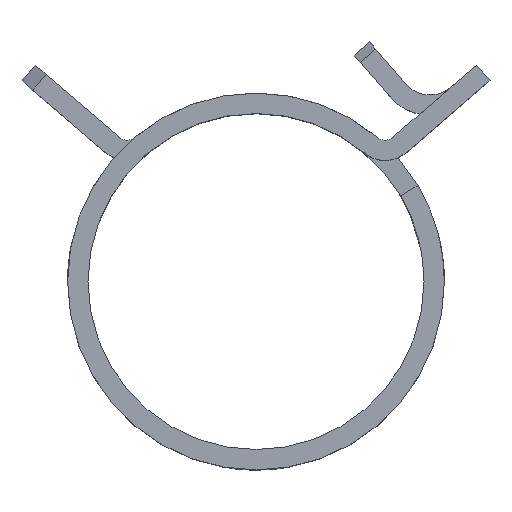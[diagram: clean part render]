
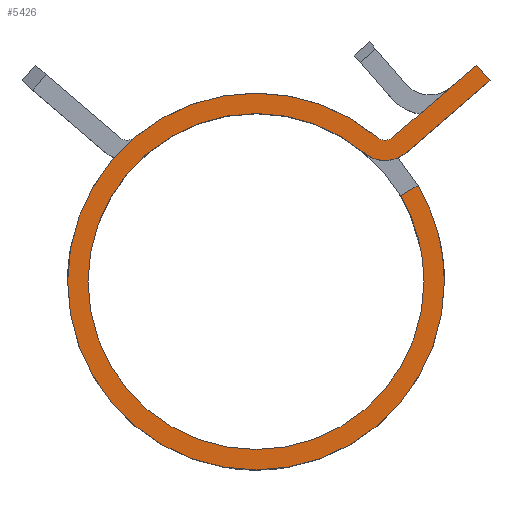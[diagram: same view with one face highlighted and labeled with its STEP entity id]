
A CAD part, top view. The second image highlights one B-rep face of the part: STEP entity #5426.
In plain terms, the highlighted planar face has unit normal (0, 0, 1).
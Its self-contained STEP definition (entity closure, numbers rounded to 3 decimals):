
#56 = CARTESIAN_POINT ( 'NONE',  ( 18.393, 18.03, 6. ) ) ;
#110 = DIRECTION ( 'NONE',  ( 0., 0., 1. ) ) ;
#179 = EDGE_CURVE ( 'NONE', #2604, #3749, #4353, .T. ) ;
#233 = ORIENTED_EDGE ( 'NONE', *, *, #2462, .F. ) ;
#266 = CARTESIAN_POINT ( 'NONE',  ( 0., 0., 6. ) ) ;
#283 = VERTEX_POINT ( 'NONE', #4830 ) ;
#293 = AXIS2_PLACEMENT_3D ( 'NONE', #2082, #3974, #5871 ) ;
#334 = VERTEX_POINT ( 'NONE', #1599 ) ;
#338 = CARTESIAN_POINT ( 'NONE',  ( -14., 0., 6. ) ) ;
#352 = DIRECTION ( 'NONE',  ( 0., 0., 1. ) ) ;
#434 = CARTESIAN_POINT ( 'NONE',  ( 18.393, 18.03, 6. ) ) ;
#459 = EDGE_CURVE ( 'NONE', #334, #1685, #2084, .T. ) ;
#512 = CIRCLE ( 'NONE', #5482, 15.7 ) ;
#549 = VERTEX_POINT ( 'NONE', #2344 ) ;
#582 = CARTESIAN_POINT ( 'NONE',  ( 0., 0., 6. ) ) ;
#646 = CARTESIAN_POINT ( 'NONE',  ( 0., 0., 6. ) ) ;
#676 = VECTOR ( 'NONE', #2862, 1000. ) ;
#891 = VERTEX_POINT ( 'NONE', #4164 ) ;
#950 = CARTESIAN_POINT ( 'NONE',  ( 19.5, 16.74, 6. ) ) ;
#996 = LINE ( 'NONE', #56, #5841 ) ;
#1005 = CIRCLE ( 'NONE', #5270, 14. ) ;
#1066 = VERTEX_POINT ( 'NONE', #3545 ) ;
#1280 = VERTEX_POINT ( 'NONE', #2578 ) ;
#1296 = CIRCLE ( 'NONE', #2884, 14. ) ;
#1297 = DIRECTION ( 'NONE',  ( 1., 0., 0. ) ) ;
#1391 = DIRECTION ( 'NONE',  ( 1., 0., 0. ) ) ;
#1432 = LINE ( 'NONE', #3895, #3069 ) ;
#1504 = EDGE_LOOP ( 'NONE', ( #2399, #2808, #4956, #5450, #5623, #5310, #1921, #2272, #5140, #233, #3621, #2727 ) ) ;
#1577 = CARTESIAN_POINT ( 'NONE',  ( 12.505, 10.735, 6. ) ) ;
#1599 = CARTESIAN_POINT ( 'NONE',  ( 10.102, 12.018, 6. ) ) ;
#1627 = EDGE_CURVE ( 'NONE', #2662, #283, #1296, .T. ) ;
#1685 = VERTEX_POINT ( 'NONE', #3480 ) ;
#1731 = FACE_OUTER_BOUND ( 'NONE', #1504, .T. ) ;
#1890 = VERTEX_POINT ( 'NONE', #1976 ) ;
#1916 = LINE ( 'NONE', #950, #676 ) ;
#1921 = ORIENTED_EDGE ( 'NONE', *, *, #4924, .F. ) ;
#1965 = AXIS2_PLACEMENT_3D ( 'NONE', #4088, #3657, #5546 ) ;
#1976 = CARTESIAN_POINT ( 'NONE',  ( 12.045, 7.136, 6. ) ) ;
#2070 = CIRCLE ( 'NONE', #1965, 15.7 ) ;
#2082 = CARTESIAN_POINT ( 'NONE',  ( 10.746, 12.784, 6. ) ) ;
#2084 = CIRCLE ( 'NONE', #5148, 15.7 ) ;
#2129 = EDGE_CURVE ( 'NONE', #1890, #891, #1432, .T. ) ;
#2230 = CARTESIAN_POINT ( 'NONE',  ( 15.7, 0., 6. ) ) ;
#2272 = ORIENTED_EDGE ( 'NONE', *, *, #179, .F. ) ;
#2302 = CIRCLE ( 'NONE', #4583, 14. ) ;
#2344 = CARTESIAN_POINT ( 'NONE',  ( 11.397, 12.025, 6. ) ) ;
#2375 = DIRECTION ( 'NONE',  ( 0., 0., 1. ) ) ;
#2399 = ORIENTED_EDGE ( 'NONE', *, *, #459, .T. ) ;
#2416 = EDGE_CURVE ( 'NONE', #549, #334, #4950, .T. ) ;
#2462 = EDGE_CURVE ( 'NONE', #1066, #1280, #3360, .T. ) ;
#2578 = CARTESIAN_POINT ( 'NONE',  ( 19.5, 16.74, 6. ) ) ;
#2604 = VERTEX_POINT ( 'NONE', #1577 ) ;
#2662 = VERTEX_POINT ( 'NONE', #338 ) ;
#2727 = ORIENTED_EDGE ( 'NONE', *, *, #2416, .T. ) ;
#2772 = AXIS2_PLACEMENT_3D ( 'NONE', #3847, #2897, #1391 ) ;
#2808 = ORIENTED_EDGE ( 'NONE', *, *, #5285, .T. ) ;
#2862 = DIRECTION ( 'NONE',  ( -0.759, -0.651, 0. ) ) ;
#2884 = AXIS2_PLACEMENT_3D ( 'NONE', #582, #110, #3081 ) ;
#2897 = DIRECTION ( 'NONE',  ( 0., 0., -1. ) ) ;
#2980 = DIRECTION ( 'NONE',  ( 1., 0., 0. ) ) ;
#3069 = VECTOR ( 'NONE', #3857, 1000. ) ;
#3081 = DIRECTION ( 'NONE',  ( 1., 0., 0. ) ) ;
#3360 = LINE ( 'NONE', #434, #5057 ) ;
#3468 = EDGE_CURVE ( 'NONE', #1066, #549, #996, .T. ) ;
#3480 = CARTESIAN_POINT ( 'NONE',  ( -15.7, 0., 6. ) ) ;
#3545 = CARTESIAN_POINT ( 'NONE',  ( 18.393, 18.03, 6. ) ) ;
#3601 = PLANE ( 'NONE',  #3993 ) ;
#3621 = ORIENTED_EDGE ( 'NONE', *, *, #3468, .T. ) ;
#3657 = DIRECTION ( 'NONE',  ( 0., 0., 1. ) ) ;
#3743 = DIRECTION ( 'NONE',  ( 1., 0., 0. ) ) ;
#3749 = VERTEX_POINT ( 'NONE', #4502 ) ;
#3828 = DIRECTION ( 'NONE',  ( 1., 0., 0. ) ) ;
#3847 = CARTESIAN_POINT ( 'NONE',  ( 10.746, 12.784, 6. ) ) ;
#3857 = DIRECTION ( 'NONE',  ( 0.86, 0.51, 0. ) ) ;
#3895 = CARTESIAN_POINT ( 'NONE',  ( 12.045, 7.136, 6. ) ) ;
#3930 = DIRECTION ( 'NONE',  ( 1., 0., 0. ) ) ;
#3943 = EDGE_CURVE ( 'NONE', #1280, #2604, #1916, .T. ) ;
#3974 = DIRECTION ( 'NONE',  ( 0., 0., -1. ) ) ;
#3993 = AXIS2_PLACEMENT_3D ( 'NONE', #266, #352, #1297 ) ;
#4073 = DIRECTION ( 'NONE',  ( -0.759, -0.651, 0. ) ) ;
#4088 = CARTESIAN_POINT ( 'NONE',  ( 0., 0., 6. ) ) ;
#4164 = CARTESIAN_POINT ( 'NONE',  ( 13.507, 8.003, 6. ) ) ;
#4179 = EDGE_CURVE ( 'NONE', #5470, #891, #2070, .T. ) ;
#4336 = DIRECTION ( 'NONE',  ( 0., 0., 1. ) ) ;
#4353 = CIRCLE ( 'NONE', #293, 2.7 ) ;
#4397 = EDGE_CURVE ( 'NONE', #283, #1890, #2302, .T. ) ;
#4502 = CARTESIAN_POINT ( 'NONE',  ( 9.008, 10.717, 6. ) ) ;
#4583 = AXIS2_PLACEMENT_3D ( 'NONE', #4671, #5082, #3743 ) ;
#4671 = CARTESIAN_POINT ( 'NONE',  ( 0., 0., 6. ) ) ;
#4827 = DIRECTION ( 'NONE',  ( 0., 0., 1. ) ) ;
#4830 = CARTESIAN_POINT ( 'NONE',  ( 14., 0., 6. ) ) ;
#4924 = EDGE_CURVE ( 'NONE', #3749, #2662, #1005, .T. ) ;
#4950 = CIRCLE ( 'NONE', #2772, 1. ) ;
#4956 = ORIENTED_EDGE ( 'NONE', *, *, #4179, .T. ) ;
#5057 = VECTOR ( 'NONE', #5247, 1000. ) ;
#5082 = DIRECTION ( 'NONE',  ( 0., 0., 1. ) ) ;
#5140 = ORIENTED_EDGE ( 'NONE', *, *, #3943, .F. ) ;
#5148 = AXIS2_PLACEMENT_3D ( 'NONE', #6126, #2375, #3828 ) ;
#5247 = DIRECTION ( 'NONE',  ( 0.651, -0.759, 0. ) ) ;
#5270 = AXIS2_PLACEMENT_3D ( 'NONE', #646, #4336, #2980 ) ;
#5285 = EDGE_CURVE ( 'NONE', #1685, #5470, #512, .T. ) ;
#5310 = ORIENTED_EDGE ( 'NONE', *, *, #1627, .F. ) ;
#5426 = ADVANCED_FACE ( 'NONE', ( #1731 ), #3601, .T. ) ;
#5450 = ORIENTED_EDGE ( 'NONE', *, *, #2129, .F. ) ;
#5470 = VERTEX_POINT ( 'NONE', #2230 ) ;
#5482 = AXIS2_PLACEMENT_3D ( 'NONE', #5763, #4827, #3930 ) ;
#5546 = DIRECTION ( 'NONE',  ( 1., 0., 0. ) ) ;
#5623 = ORIENTED_EDGE ( 'NONE', *, *, #4397, .F. ) ;
#5763 = CARTESIAN_POINT ( 'NONE',  ( 0., 0., 6. ) ) ;
#5841 = VECTOR ( 'NONE', #4073, 1000. ) ;
#5871 = DIRECTION ( 'NONE',  ( -1., 0., 0. ) ) ;
#6126 = CARTESIAN_POINT ( 'NONE',  ( 0., 0., 6. ) ) ;
